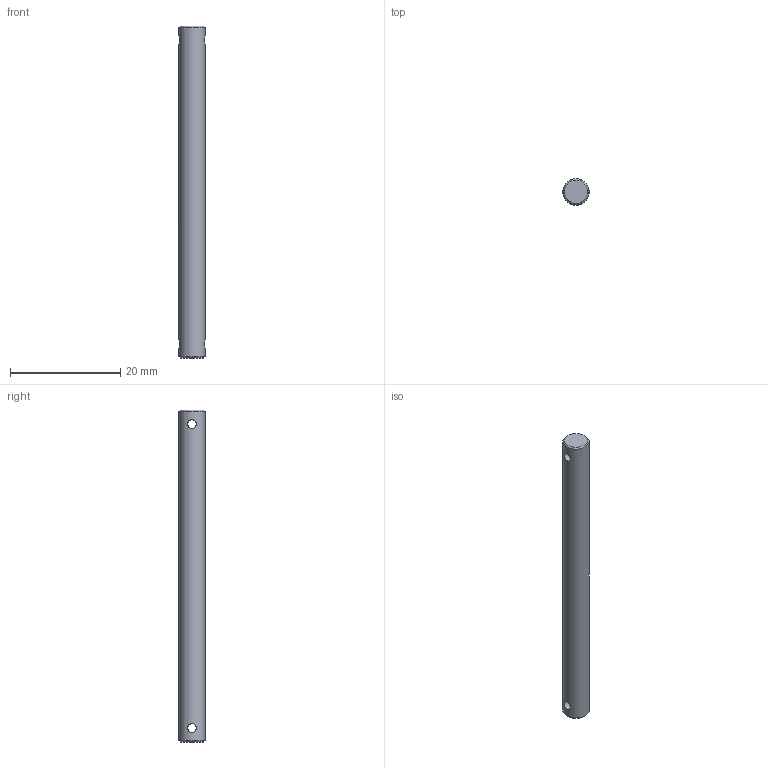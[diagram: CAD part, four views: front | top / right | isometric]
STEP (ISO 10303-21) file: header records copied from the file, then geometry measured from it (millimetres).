
FILE_DESCRIPTION(/* description */ ('NRB IDLER SHAFT '),/* implementation_level */ '2;1');
FILE_NAME(/* name */ 'J005527 NRB IDLER SHAFT Rev -.stp',/* time_stamp */ '2016-03-04T10:57:31-05:00',/* author */ ('arnoldj'),/* organization */ (''),/* preprocessor_version */ 'ST-DEVELOPER v15.6',/* originating_system */ 'Autodesk Inventor 2015',/* authorisation */ '');
FILE_SCHEMA (('CONFIG_CONTROL_DESIGN'));
Length unit declared in the file: inch
Products named in the file (1): NRB IDLER SHAFT
Bounding box: 4.75 x 4.75 x 60.2 mm (x, y, z)
Volume: 1047.5 mm3; surface area: 966.9 mm2
Topology: 1 solids, 1 shells, 7 faces, 19 edges, 12 vertices
Faces by surface type: cylinder 3, cone 2, plane 2
Full cylindrical faces by diameter (mm): 1.575 x2, 4.75 x1
Entity records: 308 total; most frequent: CARTESIAN_POINT 156, DIRECTION 24, EDGE_LOOP 16, ORIENTED_EDGE 16, AXIS2_PLACEMENT_3D 12, FACE_BOUND 9, VERTEX_POINT 8, EDGE_CURVE 8
